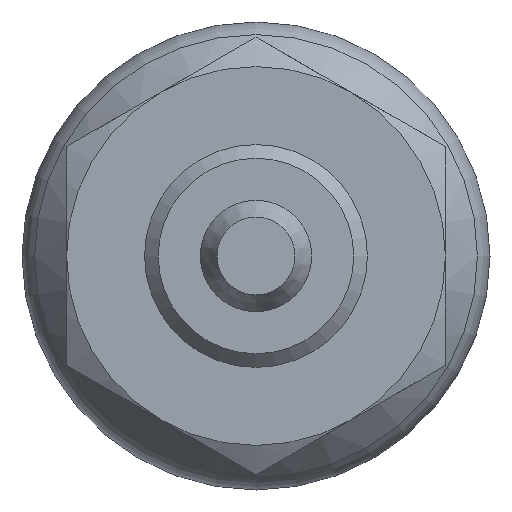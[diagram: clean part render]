
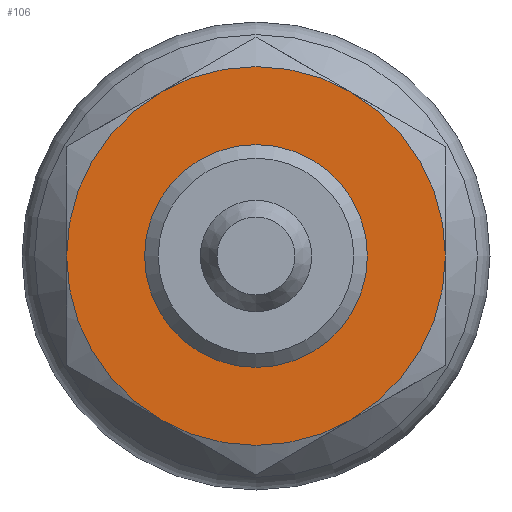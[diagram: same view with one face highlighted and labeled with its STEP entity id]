
A CAD part, front view. The second image highlights one B-rep face of the part: STEP entity #106.
In plain terms, the highlighted planar face has unit normal (0, -1, 0).
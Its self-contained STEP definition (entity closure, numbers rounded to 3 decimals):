
#106 = ADVANCED_FACE( '', ( #239, #240 ), #241, .F. );
#239 = FACE_BOUND( '', #401, .T. );
#240 = FACE_OUTER_BOUND( '', #402, .T. );
#241 = PLANE( '', #403 );
#401 = EDGE_LOOP( '', ( #640 ) );
#402 = EDGE_LOOP( '', ( #641, #642, #643, #644, #645, #646 ) );
#403 = AXIS2_PLACEMENT_3D( '', #647, #648, #649 );
#640 = ORIENTED_EDGE( '', *, *, #931, .F. );
#641 = ORIENTED_EDGE( '', *, *, #883, .T. );
#642 = ORIENTED_EDGE( '', *, *, #932, .T. );
#643 = ORIENTED_EDGE( '', *, *, #910, .T. );
#644 = ORIENTED_EDGE( '', *, *, #933, .T. );
#645 = ORIENTED_EDGE( '', *, *, #934, .T. );
#646 = ORIENTED_EDGE( '', *, *, #917, .T. );
#647 = CARTESIAN_POINT( '', ( 8.5, -14.5, 0. ) );
#648 = DIRECTION( '', ( 0., 1., 0. ) );
#649 = DIRECTION( '', ( 0., 0., 1. ) );
#883 = EDGE_CURVE( '', #1036, #1038, #1040, .T. );
#910 = EDGE_CURVE( '', #1078, #1080, #1082, .T. );
#917 = EDGE_CURVE( '', #1093, #1036, #1094, .T. );
#931 = EDGE_CURVE( '', #1109, #1109, #1110, .F. );
#932 = EDGE_CURVE( '', #1038, #1078, #1111, .T. );
#933 = EDGE_CURVE( '', #1080, #1052, #1112, .T. );
#934 = EDGE_CURVE( '', #1052, #1093, #1113, .T. );
#1036 = VERTEX_POINT( '', #1244 );
#1038 = VERTEX_POINT( '', #1251 );
#1040 = CIRCLE( '', #1258, 8.5 );
#1052 = VERTEX_POINT( '', #1281 );
#1078 = VERTEX_POINT( '', #1334 );
#1080 = VERTEX_POINT( '', #1341 );
#1082 = CIRCLE( '', #1350, 8.5 );
#1093 = VERTEX_POINT( '', #1380 );
#1094 = CIRCLE( '', #1381, 8.5 );
#1109 = VERTEX_POINT( '', #1408 );
#1110 = CIRCLE( '', #1409, 5. );
#1111 = CIRCLE( '', #1410, 8.5 );
#1112 = CIRCLE( '', #1411, 8.5 );
#1113 = CIRCLE( '', #1412, 8.5 );
#1244 = CARTESIAN_POINT( '', ( 4.25, -14.5, -7.361 ) );
#1251 = CARTESIAN_POINT( '', ( 8.5, -14.5, 0. ) );
#1258 = AXIS2_PLACEMENT_3D( '', #1585, #1586, #1587 );
#1281 = CARTESIAN_POINT( '', ( -8.5, -14.5, 0. ) );
#1334 = CARTESIAN_POINT( '', ( 4.25, -14.5, 7.361 ) );
#1341 = CARTESIAN_POINT( '', ( -4.25, -14.5, 7.361 ) );
#1350 = AXIS2_PLACEMENT_3D( '', #1605, #1606, #1607 );
#1380 = CARTESIAN_POINT( '', ( -4.25, -14.5, -7.361 ) );
#1381 = AXIS2_PLACEMENT_3D( '', #1611, #1612, #1613 );
#1408 = CARTESIAN_POINT( '', ( 0., -14.5, 5. ) );
#1409 = AXIS2_PLACEMENT_3D( '', #1627, #1628, #1629 );
#1410 = AXIS2_PLACEMENT_3D( '', #1630, #1631, #1632 );
#1411 = AXIS2_PLACEMENT_3D( '', #1633, #1634, #1635 );
#1412 = AXIS2_PLACEMENT_3D( '', #1636, #1637, #1638 );
#1585 = CARTESIAN_POINT( '', ( 0., -14.5, 0. ) );
#1586 = DIRECTION( '', ( 0., -1., 0. ) );
#1587 = DIRECTION( '', ( 0., 0., -1. ) );
#1605 = CARTESIAN_POINT( '', ( 0., -14.5, 0. ) );
#1606 = DIRECTION( '', ( 0., -1., 0. ) );
#1607 = DIRECTION( '', ( 0., 0., -1. ) );
#1611 = CARTESIAN_POINT( '', ( 0., -14.5, 0. ) );
#1612 = DIRECTION( '', ( 0., -1., 0. ) );
#1613 = DIRECTION( '', ( 0., 0., -1. ) );
#1627 = CARTESIAN_POINT( '', ( 0., -14.5, 0. ) );
#1628 = DIRECTION( '', ( 0., 1., 0. ) );
#1629 = DIRECTION( '', ( 0., 0., 1. ) );
#1630 = CARTESIAN_POINT( '', ( 0., -14.5, 0. ) );
#1631 = DIRECTION( '', ( 0., -1., 0. ) );
#1632 = DIRECTION( '', ( 0., 0., -1. ) );
#1633 = CARTESIAN_POINT( '', ( 0., -14.5, 0. ) );
#1634 = DIRECTION( '', ( 0., -1., 0. ) );
#1635 = DIRECTION( '', ( 0., 0., -1. ) );
#1636 = CARTESIAN_POINT( '', ( 0., -14.5, 0. ) );
#1637 = DIRECTION( '', ( 0., -1., 0. ) );
#1638 = DIRECTION( '', ( 0., 0., -1. ) );
